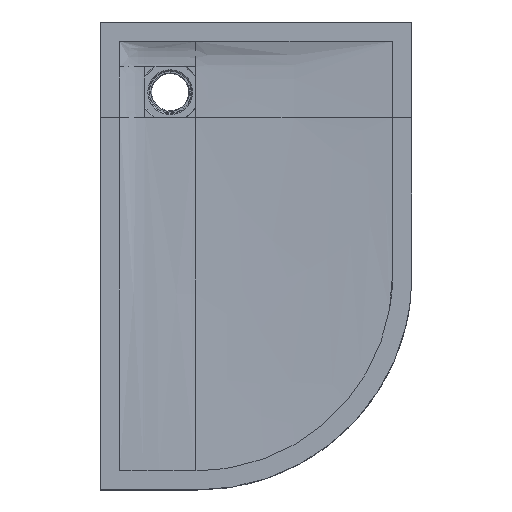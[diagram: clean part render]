
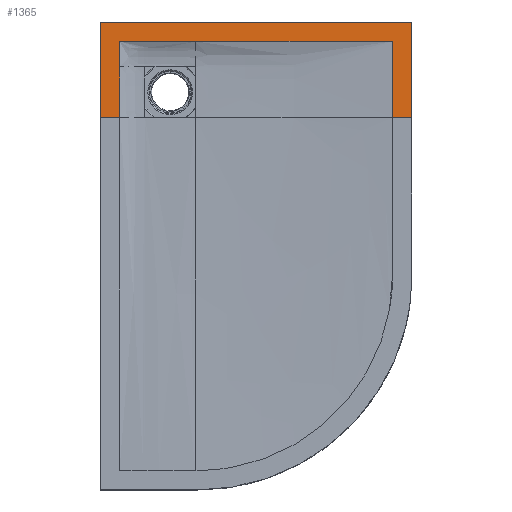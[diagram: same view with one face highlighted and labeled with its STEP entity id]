
A CAD part, top view. The second image highlights one B-rep face of the part: STEP entity #1365.
In plain terms, the highlighted planar face has unit normal (0, 0, 1).
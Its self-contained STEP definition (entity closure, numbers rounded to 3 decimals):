
#260=PLANE('',#5046);
#684=LINE('',#11824,#1056);
#687=LINE('',#11830,#1059);
#727=LINE('',#14114,#1100);
#1056=VECTOR('',#5701,1.);
#1059=VECTOR('',#5706,1.);
#1100=VECTOR('',#5805,1.);
#1365=ADVANCED_FACE('',(#1701),#260,.T.);
#1701=FACE_OUTER_BOUND('',#2013,.T.);
#2013=EDGE_LOOP('',(#3370,#3371,#3372,#3373,#3374,#3375,#3376,#3377,#3378,
#3379));
#3370=ORIENTED_EDGE('',*,*,#3885,.F.);
#3371=ORIENTED_EDGE('',*,*,#3892,.F.);
#3372=ORIENTED_EDGE('',*,*,#3891,.T.);
#3373=ORIENTED_EDGE('',*,*,#4431,.F.);
#3374=ORIENTED_EDGE('',*,*,#4440,.F.);
#3375=ORIENTED_EDGE('',*,*,#4437,.F.);
#3376=ORIENTED_EDGE('',*,*,#4543,.F.);
#3377=ORIENTED_EDGE('',*,*,#4426,.F.);
#3378=ORIENTED_EDGE('',*,*,#4544,.F.);
#3379=ORIENTED_EDGE('',*,*,#3886,.F.);
#3416=VERTEX_POINT('',#6581);
#3417=VERTEX_POINT('',#6582);
#3418=VERTEX_POINT('',#6594);
#3422=VERTEX_POINT('',#6911);
#3423=VERTEX_POINT('',#6916);
#3819=VERTEX_POINT('',#11499);
#3820=VERTEX_POINT('',#11502);
#3824=VERTEX_POINT('',#11568);
#3828=VERTEX_POINT('',#11823);
#3829=VERTEX_POINT('',#11825);
#3885=EDGE_CURVE('',#3416,#3417,#4573,.T.);
#3886=EDGE_CURVE('',#3417,#3418,#4574,.T.);
#3891=EDGE_CURVE('',#3423,#3422,#4579,.T.);
#3892=EDGE_CURVE('',#3423,#3416,#4580,.T.);
#4426=EDGE_CURVE('',#3819,#3820,#4777,.T.);
#4431=EDGE_CURVE('',#3824,#3422,#4782,.T.);
#4437=EDGE_CURVE('',#3828,#3829,#684,.T.);
#4440=EDGE_CURVE('',#3829,#3824,#687,.T.);
#4543=EDGE_CURVE('',#3820,#3828,#727,.T.);
#4544=EDGE_CURVE('',#3418,#3819,#4850,.T.);
#4573=B_SPLINE_CURVE_WITH_KNOTS('',3,(#6565,#6566,#6567,#6568,#6569,#6570,
#6571,#6572,#6573,#6574,#6575,#6576,#6577,#6578,#6579,#6580),.UNSPECIFIED.,
 .F.,.F.,(4,1,2,1,1,1,1,1,1,1,1,1,4),(0.,0.125,0.25,0.375,0.5,0.625,0.656,
0.672,0.688,0.75,0.813,0.875,1.),.UNSPECIFIED.);
#4574=B_SPLINE_CURVE_WITH_KNOTS('',3,(#6583,#6584,#6585,#6586,#6587,#6588,
#6589,#6590,#6591,#6592,#6593),.UNSPECIFIED.,.F.,.F.,(4,1,1,1,1,1,1,1,4),
(0.,0.25,0.375,0.5,0.625,0.75,0.875,0.938,1.),.UNSPECIFIED.);
#4579=B_SPLINE_CURVE_WITH_KNOTS('',3,(#6912,#6913,#6914,#6915),.UNSPECIFIED.,
 .F.,.F.,(4,4),(0.,1.),.UNSPECIFIED.);
#4580=B_SPLINE_CURVE_WITH_KNOTS('',3,(#6917,#6918,#6919,#6920,#6921,#6922,
#6923,#6924,#6925,#6926),.UNSPECIFIED.,.F.,.F.,(4,1,1,1,1,1,1,4),(0.,0.25,
0.5,0.625,0.75,0.875,0.938,1.),.UNSPECIFIED.);
#4777=B_SPLINE_CURVE_WITH_KNOTS('',1,(#11500,#11501),.UNSPECIFIED.,.F.,.F.,
(2,2),(0.,1.),.UNSPECIFIED.);
#4782=B_SPLINE_CURVE_WITH_KNOTS('',1,(#11569,#11570),.UNSPECIFIED.,.F.,.F.,
(2,2),(0.,1.),.UNSPECIFIED.);
#4850=B_SPLINE_CURVE_WITH_KNOTS('',3,(#14116,#14117,#14118,#14119,#14120,
#14121,#14122,#14123,#14124,#14125,#14126,#14127,#14128,#14129),.UNSPECIFIED.,
 .F.,.F.,(4,1,1,1,1,1,1,1,1,1,1,4),(0.,0.016,0.031,0.063,0.125,0.25,
0.375,0.5,0.625,0.75,0.875,1.),.UNSPECIFIED.);
#5046=AXIS2_PLACEMENT_3D('',#14130,#5808,#5809);
#5701=DIRECTION('',(1.,0.,0.));
#5706=DIRECTION('',(0.,-1.,0.));
#5805=DIRECTION('',(0.,1.,0.));
#5808=DIRECTION('',(0.,0.,1.));
#5809=DIRECTION('',(1.,0.,0.));
#6565=CARTESIAN_POINT('',(-1705.,6700.,0.));
#6566=CARTESIAN_POINT('',(-1713.218,6700.,0.));
#6567=CARTESIAN_POINT('',(-1729.655,6700.,0.));
#6568=CARTESIAN_POINT('',(-1746.072,6700.,0.));
#6569=CARTESIAN_POINT('',(-1762.469,6700.,0.));
#6570=CARTESIAN_POINT('',(-1778.846,6700.,0.));
#6571=CARTESIAN_POINT('',(-1803.324,6700.,0.));
#6572=CARTESIAN_POINT('',(-1821.593,6700.,0.));
#6573=CARTESIAN_POINT('',(-1832.715,6700.,0.));
#6574=CARTESIAN_POINT('',(-1836.754,6700.,0.));
#6575=CARTESIAN_POINT('',(-1842.809,6700.,0.));
#6576=CARTESIAN_POINT('',(-1851.873,6700.,0.));
#6577=CARTESIAN_POINT('',(-1863.931,6700.,0.));
#6578=CARTESIAN_POINT('',(-1879.978,6700.,0.));
#6579=CARTESIAN_POINT('',(-1891.991,6700.,0.));
#6580=CARTESIAN_POINT('',(-1900.,6700.,0.));
#6581=CARTESIAN_POINT('',(-1705.,6700.,0.));
#6582=CARTESIAN_POINT('',(-1900.,6700.,0.));
#6583=CARTESIAN_POINT('',(-1900.,6700.,0.));
#6584=CARTESIAN_POINT('',(-1900.,6694.583,0.));
#6585=CARTESIAN_POINT('',(-1900.,6686.458,0.));
#6586=CARTESIAN_POINT('',(-1900.,6675.625,0.));
#6587=CARTESIAN_POINT('',(-1900.,6667.5,0.));
#6588=CARTESIAN_POINT('',(-1900.,6659.375,0.));
#6589=CARTESIAN_POINT('',(-1900.,6651.25,0.));
#6590=CARTESIAN_POINT('',(-1900.,6644.479,0.));
#6591=CARTESIAN_POINT('',(-1900.,6639.063,0.));
#6592=CARTESIAN_POINT('',(-1900.,6636.354,0.));
#6593=CARTESIAN_POINT('',(-1900.,6635.,0.));
#6594=CARTESIAN_POINT('',(-1900.,6635.,0.));
#6911=CARTESIAN_POINT('',(-1200.,6505.,0.));
#6912=CARTESIAN_POINT('',(-1200.,6700.,0.));
#6913=CARTESIAN_POINT('',(-1200.,6635.,0.));
#6914=CARTESIAN_POINT('',(-1200.,6570.,0.));
#6915=CARTESIAN_POINT('',(-1200.,6505.,0.));
#6916=CARTESIAN_POINT('',(-1200.,6700.,0.));
#6917=CARTESIAN_POINT('',(-1200.,6700.,0.));
#6918=CARTESIAN_POINT('',(-1242.083,6700.,0.));
#6919=CARTESIAN_POINT('',(-1326.25,6700.,0.));
#6920=CARTESIAN_POINT('',(-1431.458,6700.,0.));
#6921=CARTESIAN_POINT('',(-1515.625,6700.,0.));
#6922=CARTESIAN_POINT('',(-1578.75,6700.,0.));
#6923=CARTESIAN_POINT('',(-1631.354,6700.,0.));
#6924=CARTESIAN_POINT('',(-1673.438,6700.,0.));
#6925=CARTESIAN_POINT('',(-1694.479,6700.,0.));
#6926=CARTESIAN_POINT('',(-1705.,6700.,0.));
#11499=CARTESIAN_POINT('',(-1900.,6505.,0.));
#11500=CARTESIAN_POINT('',(-1150.,6505.,0.));
#11501=CARTESIAN_POINT('',(-1950.,6505.,0.));
#11502=CARTESIAN_POINT('',(-1950.,6505.,0.));
#11568=CARTESIAN_POINT('',(-1150.,6505.,0.));
#11569=CARTESIAN_POINT('',(-1150.,6505.,0.));
#11570=CARTESIAN_POINT('',(-1950.,6505.,0.));
#11823=CARTESIAN_POINT('',(-1950.,6750.,0.));
#11824=CARTESIAN_POINT('',(-1950.,6750.,0.));
#11825=CARTESIAN_POINT('',(-1150.,6750.,0.));
#11830=CARTESIAN_POINT('',(-1150.,6750.,0.));
#14114=CARTESIAN_POINT('',(-1950.,6505.,0.));
#14116=CARTESIAN_POINT('',(-1900.,6635.,0.));
#14117=CARTESIAN_POINT('',(-1900.,6634.323,0.));
#14118=CARTESIAN_POINT('',(-1900.,6632.969,0.));
#14119=CARTESIAN_POINT('',(-1900.,6630.26,0.));
#14120=CARTESIAN_POINT('',(-1900.,6625.521,0.));
#14121=CARTESIAN_POINT('',(-1900.,6616.042,0.));
#14122=CARTESIAN_POINT('',(-1900.,6602.5,0.));
#14123=CARTESIAN_POINT('',(-1900.,6586.25,0.));
#14124=CARTESIAN_POINT('',(-1900.,6570.,0.));
#14125=CARTESIAN_POINT('',(-1900.,6553.75,0.));
#14126=CARTESIAN_POINT('',(-1900.,6537.5,0.));
#14127=CARTESIAN_POINT('',(-1900.,6521.25,0.));
#14128=CARTESIAN_POINT('',(-1900.,6510.417,0.));
#14129=CARTESIAN_POINT('',(-1900.,6505.,0.));
#14130=CARTESIAN_POINT('',(-1150.,6750.,0.));
